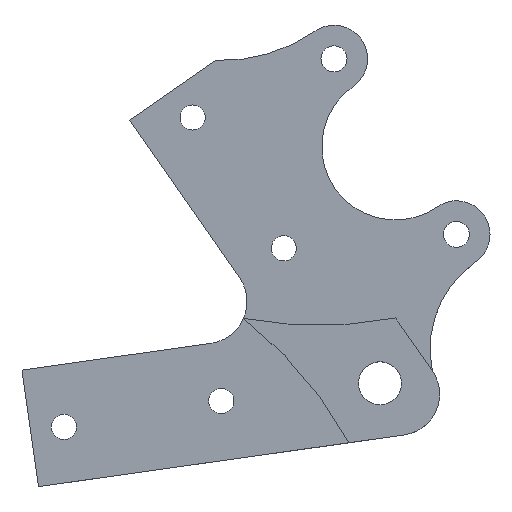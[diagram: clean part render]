
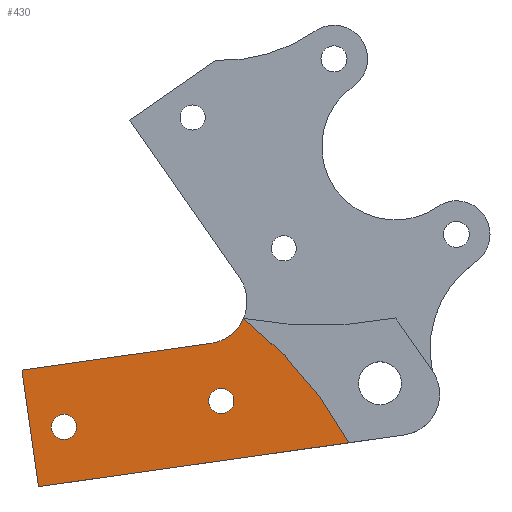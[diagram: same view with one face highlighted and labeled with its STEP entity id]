
A CAD part, top view. The second image highlights one B-rep face of the part: STEP entity #430.
In plain terms, the highlighted planar face has unit normal (0, 0, 1).
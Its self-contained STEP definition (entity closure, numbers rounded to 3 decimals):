
#19 = EDGE_LOOP ( 'NONE', ( #934, #1181 ) ) ;
#34 = ORIENTED_EDGE ( 'NONE', *, *, #525, .T. ) ;
#36 = EDGE_LOOP ( 'NONE', ( #751, #34, #1167, #270, #1005 ) ) ;
#41 = CARTESIAN_POINT ( 'NONE',  ( 679.584, -25.403, 6. ) ) ;
#46 = CARTESIAN_POINT ( 'NONE',  ( 593.783, -47.433, 6. ) ) ;
#52 = CARTESIAN_POINT ( 'NONE',  ( 589.855, -19.65, 6. ) ) ;
#54 = FACE_BOUND ( 'NONE', #19, .T. ) ;
#55 = CARTESIAN_POINT ( 'NONE',  ( 584.217, -82.269, 6. ) ) ;
#58 = LINE ( 'NONE', #507, #464 ) ;
#77 = DIRECTION ( 'NONE',  ( 1., 0., 0. ) ) ;
#78 = AXIS2_PLACEMENT_3D ( 'NONE', #631, #446, #1103 ) ;
#85 = FACE_BOUND ( 'NONE', #1074, .T. ) ;
#87 = EDGE_CURVE ( 'NONE', #1088, #366, #982, .T. ) ;
#104 = EDGE_CURVE ( 'NONE', #105, #795, #1096, .T. ) ;
#105 = VERTEX_POINT ( 'NONE', #757 ) ;
#112 = CARTESIAN_POINT ( 'NONE',  ( 640.345, -27.024, 6. ) ) ;
#134 = VERTEX_POINT ( 'NONE', #198 ) ;
#176 = CARTESIAN_POINT ( 'NONE',  ( 599.851, -33.21, 6. ) ) ;
#193 = DIRECTION ( 'NONE',  ( 1., 0., 0. ) ) ;
#198 = CARTESIAN_POINT ( 'NONE',  ( 642.644, -7.36, 6. ) ) ;
#199 = EDGE_CURVE ( 'NONE', #366, #1088, #568, .T. ) ;
#213 = AXIS2_PLACEMENT_3D ( 'NONE', #41, #823, #915 ) ;
#259 = DIRECTION ( 'NONE',  ( -1., 0., 0. ) ) ;
#270 = ORIENTED_EDGE ( 'NONE', *, *, #945, .T. ) ;
#316 = VERTEX_POINT ( 'NONE', #52 ) ;
#366 = VERTEX_POINT ( 'NONE', #1206 ) ;
#367 = ORIENTED_EDGE ( 'NONE', *, *, #199, .F. ) ;
#398 = DIRECTION ( 'NONE',  ( 0., 0., 1. ) ) ;
#416 = EDGE_CURVE ( 'NONE', #134, #467, #1213, .T. ) ;
#430 = ADVANCED_FACE ( 'NONE', ( #85, #54, #561 ), #629, .F. ) ;
#446 = DIRECTION ( 'NONE',  ( 0., 0., -1. ) ) ;
#464 = VECTOR ( 'NONE', #986, 1000. ) ;
#467 = VERTEX_POINT ( 'NONE', #1194 ) ;
#471 = CIRCLE ( 'NONE', #1215, 3. ) ;
#497 = VECTOR ( 'NONE', #1063, 1000. ) ;
#500 = VERTEX_POINT ( 'NONE', #46 ) ;
#507 = CARTESIAN_POINT ( 'NONE',  ( 589.855, -19.65, 6. ) ) ;
#525 = EDGE_CURVE ( 'NONE', #134, #546, #711, .T. ) ;
#546 = VERTEX_POINT ( 'NONE', #1183 ) ;
#561 = FACE_OUTER_BOUND ( 'NONE', #36, .T. ) ;
#568 = CIRCLE ( 'NONE', #969, 3. ) ;
#616 = EDGE_CURVE ( 'NONE', #500, #467, #867, .T. ) ;
#629 = PLANE ( 'NONE',  #213 ) ;
#631 = CARTESIAN_POINT ( 'NONE',  ( 633.447, -3.355, 6. ) ) ;
#674 = DIRECTION ( 'NONE',  ( 0., 0., 1. ) ) ;
#697 = CARTESIAN_POINT ( 'NONE',  ( 589.855, -19.65, 6. ) ) ;
#711 = CIRCLE ( 'NONE', #78, 10.031 ) ;
#751 = ORIENTED_EDGE ( 'NONE', *, *, #416, .F. ) ;
#757 = CARTESIAN_POINT ( 'NONE',  ( 634.345, -27.024, 6. ) ) ;
#763 = CARTESIAN_POINT ( 'NONE',  ( 637.345, -27.024, 6. ) ) ;
#773 = CARTESIAN_POINT ( 'NONE',  ( 637.345, -27.024, 6. ) ) ;
#785 = EDGE_CURVE ( 'NONE', #795, #105, #471, .T. ) ;
#795 = VERTEX_POINT ( 'NONE', #112 ) ;
#819 = VECTOR ( 'NONE', #1174, 1000. ) ;
#823 = DIRECTION ( 'NONE',  ( 0., 0., -1. ) ) ;
#846 = AXIS2_PLACEMENT_3D ( 'NONE', #1058, #398, #1238 ) ;
#847 = DIRECTION ( 'NONE',  ( 0., 0., 1. ) ) ;
#867 = LINE ( 'NONE', #888, #819 ) ;
#888 = CARTESIAN_POINT ( 'NONE',  ( 593.783, -47.433, 6. ) ) ;
#907 = AXIS2_PLACEMENT_3D ( 'NONE', #763, #674, #193 ) ;
#915 = DIRECTION ( 'NONE',  ( -1., 0., 0. ) ) ;
#919 = EDGE_CURVE ( 'NONE', #546, #316, #983, .T. ) ;
#934 = ORIENTED_EDGE ( 'NONE', *, *, #104, .F. ) ;
#939 = CARTESIAN_POINT ( 'NONE',  ( 596.851, -33.21, 6. ) ) ;
#945 = EDGE_CURVE ( 'NONE', #316, #500, #58, .T. ) ;
#969 = AXIS2_PLACEMENT_3D ( 'NONE', #176, #847, #77 ) ;
#982 = CIRCLE ( 'NONE', #846, 3. ) ;
#983 = LINE ( 'NONE', #697, #497 ) ;
#986 = DIRECTION ( 'NONE',  ( 0.14, -0.99, 0. ) ) ;
#1005 = ORIENTED_EDGE ( 'NONE', *, *, #616, .T. ) ;
#1023 = ORIENTED_EDGE ( 'NONE', *, *, #87, .F. ) ;
#1058 = CARTESIAN_POINT ( 'NONE',  ( 599.851, -33.21, 6. ) ) ;
#1063 = DIRECTION ( 'NONE',  ( -0.99, -0.14, 0. ) ) ;
#1073 = DIRECTION ( 'NONE',  ( 1., 0., 0. ) ) ;
#1074 = EDGE_LOOP ( 'NONE', ( #1023, #367 ) ) ;
#1088 = VERTEX_POINT ( 'NONE', #939 ) ;
#1096 = CIRCLE ( 'NONE', #907, 3. ) ;
#1103 = DIRECTION ( 'NONE',  ( -1., 0., 0. ) ) ;
#1158 = DIRECTION ( 'NONE',  ( 0., 0., 1. ) ) ;
#1167 = ORIENTED_EDGE ( 'NONE', *, *, #919, .T. ) ;
#1174 = DIRECTION ( 'NONE',  ( 0.99, 0.14, 0. ) ) ;
#1181 = ORIENTED_EDGE ( 'NONE', *, *, #785, .F. ) ;
#1183 = CARTESIAN_POINT ( 'NONE',  ( 634.852, -13.287, 6. ) ) ;
#1193 = AXIS2_PLACEMENT_3D ( 'NONE', #55, #1198, #259 ) ;
#1194 = CARTESIAN_POINT ( 'NONE',  ( 667.726, -36.978, 6. ) ) ;
#1198 = DIRECTION ( 'NONE',  ( 0., 0., -1. ) ) ;
#1206 = CARTESIAN_POINT ( 'NONE',  ( 602.851, -33.21, 6. ) ) ;
#1213 = CIRCLE ( 'NONE', #1193, 95. ) ;
#1215 = AXIS2_PLACEMENT_3D ( 'NONE', #773, #1158, #1073 ) ;
#1238 = DIRECTION ( 'NONE',  ( 1., 0., 0. ) ) ;
